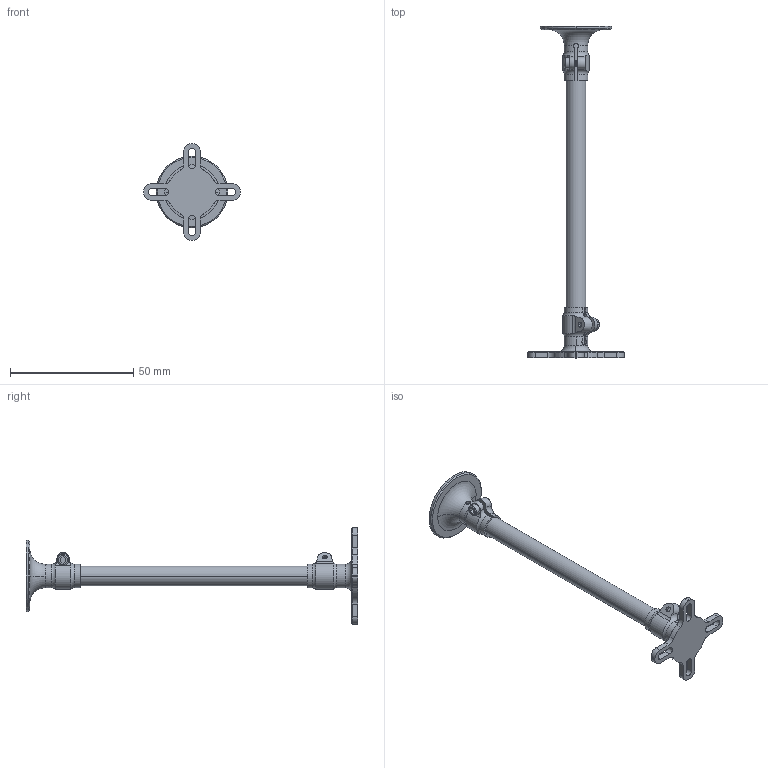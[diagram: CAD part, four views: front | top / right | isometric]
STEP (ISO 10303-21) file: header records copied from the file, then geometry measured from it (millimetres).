
FILE_DESCRIPTION((''),'2;1');
FILE_NAME('RTK-ZHIJIA-8-C1_ASM','2023-02-09T14:56:02',('QGLing'),(''),'CREO PARAMETRIC BY PTC INC, 2016510','CREO PARAMETRIC BY PTC INC, 2016510','');
FILE_SCHEMA(('CONFIG_CONTROL_DESIGN'));
Length unit declared in the file: millimetre
Products named in the file (5): RTK-ZHIJIA-ZUO-8-C1; GUAN-RTK-JIA-8; M8P-ZHIJIA-TUOPAN-C1; GB70-M25-6; RTK-ZHIJIA-8-C1_ASM
Assembly tree (5 placements, depth 2):
  RTK-ZHIJIA-8-C1_ASM
    RTK-ZHIJIA-ZUO-8-C1
    GUAN-RTK-JIA-8
    M8P-ZHIJIA-TUOPAN-C1
    GB70-M25-6  x2
Bounding box: 39 x 134.5 x 39 mm (x, y, z)
Volume: 6685.8 mm3; surface area: 11243.6 mm2
Topology: 5 solids, 5 shells, 229 faces, 591 edges, 378 vertices
Faces by surface type: cylinder 103, plane 72, cone 26, torus 16, bspline 12
Entity records: 8480 total; most frequent: CARTESIAN_POINT 3763, ORIENTED_EDGE 972, DIRECTION 953, EDGE_CURVE 486, AXIS2_PLACEMENT_3D 360, VERTEX_POINT 310, VECTOR 233, LINE 233
